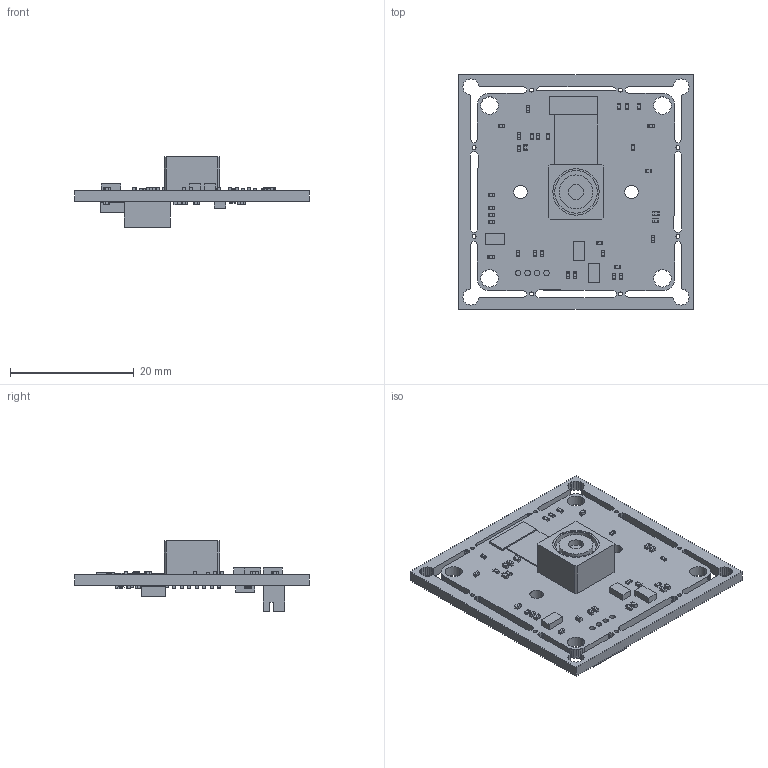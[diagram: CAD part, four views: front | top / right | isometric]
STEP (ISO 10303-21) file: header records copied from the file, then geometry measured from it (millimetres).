
FILE_DESCRIPTION (( 'STEP AP214' ), '1' );
FILE_NAME ('B0290.STEP', '2022-10-20T08:25:41', ( '' ), ( '' ), 'SwSTEP 2.0', 'SolidWorks 2021', '' );
FILE_SCHEMA (( 'AUTOMOTIVE_DESIGN' ));
Length unit declared in the file: millimetre
Products named in the file (1): B0290
Bounding box: 38 x 38 x 11.44 mm (x, y, z)
Volume: 2769 mm3; surface area: 4550.2 mm2
Topology: 157 solids, 157 shells, 1937 faces, 4592 edges, 2973 vertices
Faces by surface type: plane 1893, cylinder 44
Entity records: 76811 total; most frequent: CARTESIAN_POINT 9503, ORIENTED_EDGE 9184, DIRECTION 8556, EDGE_CURVE 4592, LINE 4504, VECTOR 4504, VERTEX_POINT 2973, UNCERTAINTY_MEASURE_WITH_UNIT 2064
